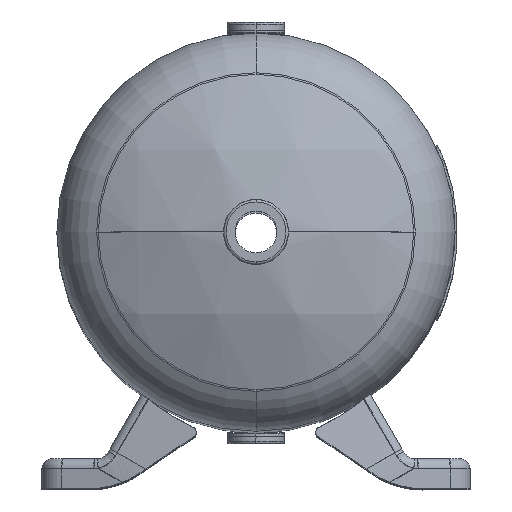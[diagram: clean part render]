
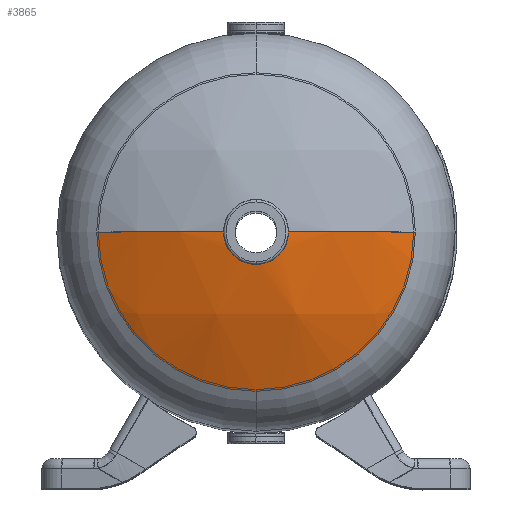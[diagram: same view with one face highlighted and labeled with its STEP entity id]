
A CAD part, top view. The second image highlights one B-rep face of the part: STEP entity #3865.
In plain terms, the highlighted spherical face has radius 228.6 mm.
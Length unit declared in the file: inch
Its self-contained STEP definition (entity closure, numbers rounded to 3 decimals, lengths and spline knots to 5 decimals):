
#384 = ORIENTED_EDGE ( 'NONE', *, *, #5167, .F. ) ;
#579 = DIRECTION ( 'NONE',  ( 0., 0., 1. ) ) ;
#607 = CIRCLE ( 'NONE', #9258, 9. ) ;
#931 = DIRECTION ( 'NONE',  ( 0., -1., 0. ) ) ;
#1033 = DIRECTION ( 'NONE',  ( 0., -1., 0. ) ) ;
#1586 = CARTESIAN_POINT ( 'NONE',  ( 4., 2.06844, 0. ) ) ;
#1890 = CARTESIAN_POINT ( 'NONE',  ( 0., -5.99382, 0. ) ) ;
#1926 = DIRECTION ( 'NONE',  ( 0., 0., 1. ) ) ;
#2183 = AXIS2_PLACEMENT_3D ( 'NONE', #6579, #1033, #8421 ) ;
#2322 = CARTESIAN_POINT ( 'NONE',  ( 0., 2.06844, 4. ) ) ;
#3054 = AXIS2_PLACEMENT_3D ( 'NONE', #1890, #579, #6825 ) ;
#3099 = EDGE_CURVE ( 'NONE', #4868, #8701, #6207, .T. ) ;
#3157 = AXIS2_PLACEMENT_3D ( 'NONE', #9362, #931, #11765 ) ;
#3739 = ORIENTED_EDGE ( 'NONE', *, *, #4591, .F. ) ;
#3863 = CARTESIAN_POINT ( 'NONE',  ( -0.815, 2.9692, 0. ) ) ;
#3865 = ADVANCED_FACE ( 'NONE', ( #11353 ), #8640, .T. ) ;
#4002 = DIRECTION ( 'NONE',  ( 0., 1., 0. ) ) ;
#4049 = AXIS2_PLACEMENT_3D ( 'NONE', #6680, #1926, #9501 ) ;
#4126 = CARTESIAN_POINT ( 'NONE',  ( 0., 2.9692, 0. ) ) ;
#4501 = ORIENTED_EDGE ( 'NONE', *, *, #4587, .F. ) ;
#4587 = EDGE_CURVE ( 'NONE', #10411, #9948, #10635, .T. ) ;
#4591 = EDGE_CURVE ( 'NONE', #4868, #5136, #12009, .T. ) ;
#4864 = CARTESIAN_POINT ( 'NONE',  ( 0., -5.99382, 0. ) ) ;
#4868 = VERTEX_POINT ( 'NONE', #3863 ) ;
#5136 = VERTEX_POINT ( 'NONE', #7717 ) ;
#5167 = EDGE_CURVE ( 'NONE', #5136, #10411, #607, .T. ) ;
#5864 = DIRECTION ( 'NONE',  ( 0., 0., -1. ) ) ;
#6207 = CIRCLE ( 'NONE', #3054, 9. ) ;
#6579 = CARTESIAN_POINT ( 'NONE',  ( 0., 2.06844, 0. ) ) ;
#6680 = CARTESIAN_POINT ( 'NONE',  ( 0., -5.99382, 0. ) ) ;
#6825 = DIRECTION ( 'NONE',  ( 1., 0., 0. ) ) ;
#6980 = DIRECTION ( 'NONE',  ( 0., 0., -1. ) ) ;
#7305 = AXIS2_PLACEMENT_3D ( 'NONE', #4126, #4002, #6980 ) ;
#7647 = CARTESIAN_POINT ( 'NONE',  ( -4., 2.06844, 0. ) ) ;
#7717 = CARTESIAN_POINT ( 'NONE',  ( 0.815, 2.9692, 0. ) ) ;
#7805 = ORIENTED_EDGE ( 'NONE', *, *, #3099, .T. ) ;
#8421 = DIRECTION ( 'NONE',  ( 0., 0., -1. ) ) ;
#8640 = SPHERICAL_SURFACE ( 'NONE', #4049, 9. ) ;
#8701 = VERTEX_POINT ( 'NONE', #7647 ) ;
#9258 = AXIS2_PLACEMENT_3D ( 'NONE', #4864, #5864, #11583 ) ;
#9362 = CARTESIAN_POINT ( 'NONE',  ( 0., 2.06844, 0. ) ) ;
#9501 = DIRECTION ( 'NONE',  ( 1., 0., 0. ) ) ;
#9948 = VERTEX_POINT ( 'NONE', #2322 ) ;
#10411 = VERTEX_POINT ( 'NONE', #1586 ) ;
#10479 = EDGE_LOOP ( 'NONE', ( #3739, #7805, #10731, #4501, #384 ) ) ;
#10632 = CIRCLE ( 'NONE', #2183, 4. ) ;
#10635 = CIRCLE ( 'NONE', #3157, 4. ) ;
#10731 = ORIENTED_EDGE ( 'NONE', *, *, #11519, .F. ) ;
#11353 = FACE_OUTER_BOUND ( 'NONE', #10479, .T. ) ;
#11519 = EDGE_CURVE ( 'NONE', #9948, #8701, #10632, .T. ) ;
#11583 = DIRECTION ( 'NONE',  ( 0., 1., 0. ) ) ;
#11765 = DIRECTION ( 'NONE',  ( 0., 0., -1. ) ) ;
#12009 = CIRCLE ( 'NONE', #7305, 0.815 ) ;
